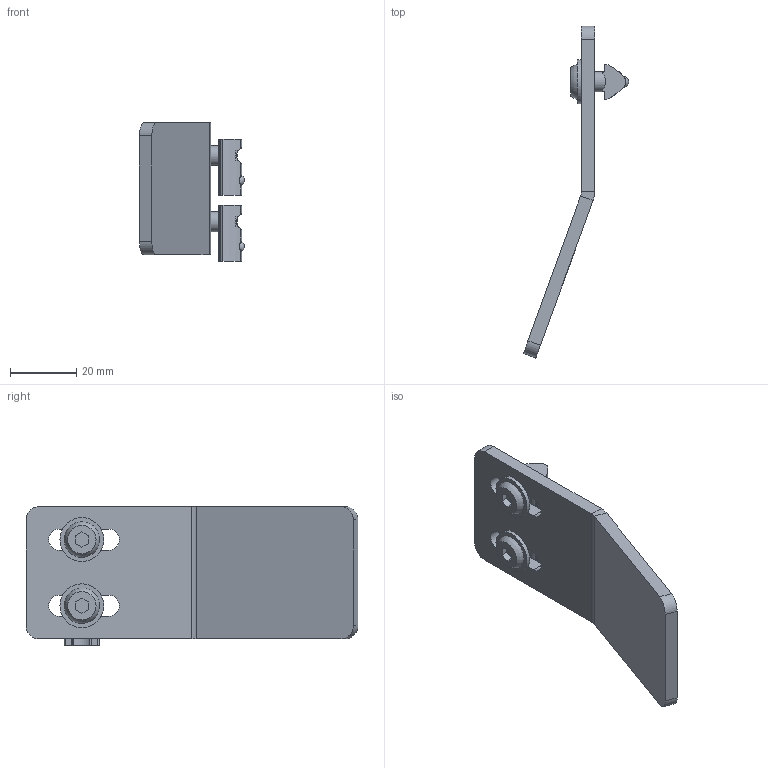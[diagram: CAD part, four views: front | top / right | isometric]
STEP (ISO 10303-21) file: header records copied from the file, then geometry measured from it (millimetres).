
FILE_DESCRIPTION(/* description */ ('KriTec Zentrierhilfe 8 Raster 40, VA'),/* implementation_level */ '2;1');
FILE_NAME(/* name */ '13746_KriTec_Zentrierhilfe_6_Raster_30_VA.stp',/* time_stamp */ '2020-02-21T13:51:00+01:00',/* author */ ('Nell'),/* organization */ (''),/* preprocessor_version */ 'ST-DEVELOPER v17',/* originating_system */ 'Autodesk Inventor 2018',/* authorisation */ '');
FILE_SCHEMA (('AUTOMOTIVE_DESIGN { 1 0 10303 214 3 1 1 }'));
Length unit declared in the file: millimetre
Products named in the file (4): 13746; 32150; 10780; 10356
Assembly tree (5 placements, depth 2):
  13746
    32150
    10780  x2
    10356  x2
Bounding box: 31.79 x 100.27 x 42 mm (x, y, z)
Volume: 17953.3 mm3; surface area: 11668.4 mm2
Topology: 5 solids, 5 shells, 104 faces, 286 edges, 192 vertices
Faces by surface type: plane 58, cylinder 38, sphere 4, torus 2, cone 2
Full cylindrical faces by diameter (mm): 4.917 x2, 6 x2, 13.27 x2
Entity records: 2357 total; most frequent: CARTESIAN_POINT 498, DIRECTION 372, ORIENTED_EDGE 348, EDGE_CURVE 174, AXIS2_PLACEMENT_3D 135, VERTEX_POINT 116, LINE 102, VECTOR 102
